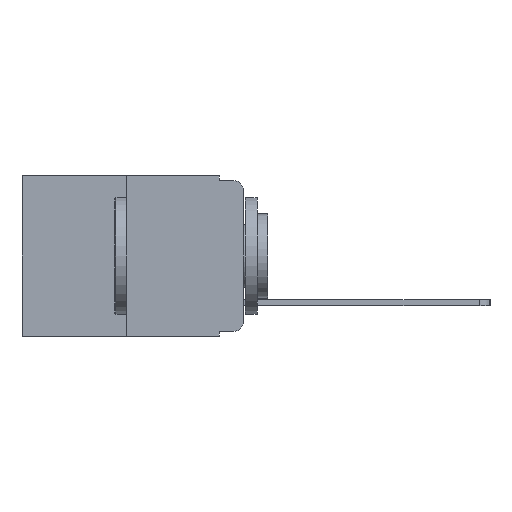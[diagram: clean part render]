
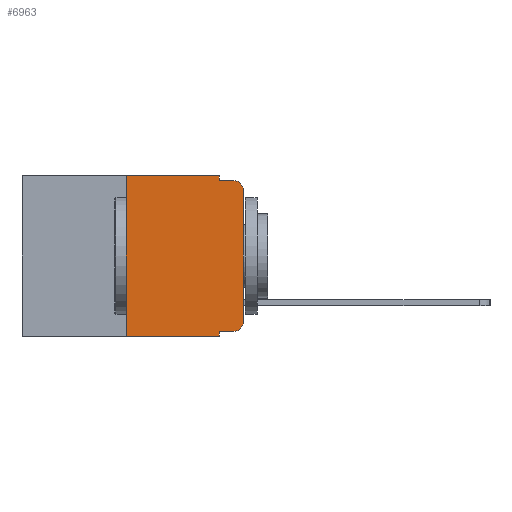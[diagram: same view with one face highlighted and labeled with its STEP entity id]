
A CAD part, left-side view. The second image highlights one B-rep face of the part: STEP entity #6963.
In plain terms, the highlighted planar face has unit normal (-1, 0, 0).
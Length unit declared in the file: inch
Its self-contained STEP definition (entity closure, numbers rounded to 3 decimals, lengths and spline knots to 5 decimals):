
#83 = CARTESIAN_POINT ( 'NONE',  ( 0., 0.02, -0.01 ) ) ;
#581 = DIRECTION ( 'NONE',  ( -1., 0., 0. ) ) ;
#871 = EDGE_CURVE ( 'NONE', #2640, #5492, #10777, .T. ) ;
#918 = VECTOR ( 'NONE', #17793, 39.37008 ) ;
#1838 = CARTESIAN_POINT ( 'NONE',  ( 0., 0.02, -0.333 ) ) ;
#1999 = EDGE_CURVE ( 'NONE', #13392, #5295, #13395, .T. ) ;
#2352 = CARTESIAN_POINT ( 'NONE',  ( 0., 0.02, -0.03 ) ) ;
#2640 = VERTEX_POINT ( 'NONE', #14506 ) ;
#2741 = ORIENTED_EDGE ( 'NONE', *, *, #8963, .F. ) ;
#2869 = EDGE_CURVE ( 'NONE', #21379, #5078, #3537, .T. ) ;
#2941 = CARTESIAN_POINT ( 'NONE',  ( 0., 0.25, -0.343 ) ) ;
#3190 = DIRECTION ( 'NONE',  ( 0., -1., 0. ) ) ;
#3308 = AXIS2_PLACEMENT_3D ( 'NONE', #17798, #9452, #21062 ) ;
#3409 = VERTEX_POINT ( 'NONE', #20095 ) ;
#3420 = CARTESIAN_POINT ( 'NONE',  ( 0., 0.25, 0. ) ) ;
#3537 = LINE ( 'NONE', #16922, #12824 ) ;
#3587 = DIRECTION ( 'NONE',  ( 0., -1., 0. ) ) ;
#4017 = CARTESIAN_POINT ( 'NONE',  ( 0., 0.051, -0.333 ) ) ;
#4141 = CARTESIAN_POINT ( 'NONE',  ( 0., 0.051, -0.333 ) ) ;
#4148 = DIRECTION ( 'NONE',  ( 0., 0., -1. ) ) ;
#4726 = CARTESIAN_POINT ( 'NONE',  ( 0., 0., 0. ) ) ;
#4741 = ORIENTED_EDGE ( 'NONE', *, *, #2869, .T. ) ;
#4979 = CARTESIAN_POINT ( 'NONE',  ( 0., 0.051, 0. ) ) ;
#5078 = VERTEX_POINT ( 'NONE', #16695 ) ;
#5295 = VERTEX_POINT ( 'NONE', #1838 ) ;
#5492 = VERTEX_POINT ( 'NONE', #83 ) ;
#5542 = ORIENTED_EDGE ( 'NONE', *, *, #1999, .T. ) ;
#5819 = DIRECTION ( 'NONE',  ( 0., -1., 0. ) ) ;
#5825 = VECTOR ( 'NONE', #10554, 39.37008 ) ;
#6507 = DIRECTION ( 'NONE',  ( 0., 0., 1. ) ) ;
#6668 = ORIENTED_EDGE ( 'NONE', *, *, #15216, .F. ) ;
#6893 = ORIENTED_EDGE ( 'NONE', *, *, #18529, .F. ) ;
#6963 = ADVANCED_FACE ( 'NONE', ( #12861 ), #7719, .F. ) ;
#7626 = VERTEX_POINT ( 'NONE', #8294 ) ;
#7719 = PLANE ( 'NONE',  #3308 ) ;
#8190 = EDGE_LOOP ( 'NONE', ( #20690, #15370, #20534, #19255, #2741, #6668, #4741, #6893, #5542, #22054 ) ) ;
#8294 = CARTESIAN_POINT ( 'NONE',  ( 0., 0., -0.313 ) ) ;
#8805 = CARTESIAN_POINT ( 'NONE',  ( 0., 0.25, 0. ) ) ;
#8963 = EDGE_CURVE ( 'NONE', #18791, #10015, #10349, .T. ) ;
#9103 = AXIS2_PLACEMENT_3D ( 'NONE', #2352, #14514, #4148 ) ;
#9452 = DIRECTION ( 'NONE',  ( 1., 0., 0. ) ) ;
#9737 = DIRECTION ( 'NONE',  ( 0., 0., -1. ) ) ;
#9968 = VECTOR ( 'NONE', #9737, 39.37008 ) ;
#10015 = VERTEX_POINT ( 'NONE', #15045 ) ;
#10349 = LINE ( 'NONE', #19417, #918 ) ;
#10474 = LINE ( 'NONE', #4726, #17760 ) ;
#10554 = DIRECTION ( 'NONE',  ( 0., 0., 1. ) ) ;
#10777 = CIRCLE ( 'NONE', #9103, 0.02 ) ;
#11173 = CARTESIAN_POINT ( 'NONE',  ( 0., 0.02, -0.313 ) ) ;
#11525 = LINE ( 'NONE', #18908, #19776 ) ;
#12824 = VECTOR ( 'NONE', #3190, 39.37008 ) ;
#12861 = FACE_OUTER_BOUND ( 'NONE', #8190, .T. ) ;
#12907 = DIRECTION ( 'NONE',  ( 0., 0., -1. ) ) ;
#12922 = EDGE_CURVE ( 'NONE', #5295, #7626, #15481, .T. ) ;
#13291 = EDGE_CURVE ( 'NONE', #3409, #5492, #11525, .T. ) ;
#13392 = VERTEX_POINT ( 'NONE', #4141 ) ;
#13395 = LINE ( 'NONE', #4017, #21560 ) ;
#14506 = CARTESIAN_POINT ( 'NONE',  ( 0., 0., -0.03 ) ) ;
#14514 = DIRECTION ( 'NONE',  ( -1., 0., 0. ) ) ;
#15045 = CARTESIAN_POINT ( 'NONE',  ( 0., 0.051, 0. ) ) ;
#15216 = EDGE_CURVE ( 'NONE', #21379, #18791, #18245, .T. ) ;
#15272 = DIRECTION ( 'NONE',  ( 0., 0., -1. ) ) ;
#15370 = ORIENTED_EDGE ( 'NONE', *, *, #871, .T. ) ;
#15481 = CIRCLE ( 'NONE', #18966, 0.02 ) ;
#16440 = CARTESIAN_POINT ( 'NONE',  ( 0., 0.051, 0. ) ) ;
#16695 = CARTESIAN_POINT ( 'NONE',  ( 0., 0.051, -0.343 ) ) ;
#16795 = VECTOR ( 'NONE', #15272, 39.37008 ) ;
#16922 = CARTESIAN_POINT ( 'NONE',  ( 0., 0.473, -0.343 ) ) ;
#17760 = VECTOR ( 'NONE', #6507, 39.37008 ) ;
#17793 = DIRECTION ( 'NONE',  ( 0., -1., 0. ) ) ;
#17798 = CARTESIAN_POINT ( 'NONE',  ( 0., 0.473, 0. ) ) ;
#18245 = LINE ( 'NONE', #8805, #5825 ) ;
#18529 = EDGE_CURVE ( 'NONE', #13392, #5078, #18815, .T. ) ;
#18791 = VERTEX_POINT ( 'NONE', #3420 ) ;
#18815 = LINE ( 'NONE', #16440, #9968 ) ;
#18908 = CARTESIAN_POINT ( 'NONE',  ( 0., 0.051, -0.01 ) ) ;
#18966 = AXIS2_PLACEMENT_3D ( 'NONE', #11173, #581, #12907 ) ;
#19255 = ORIENTED_EDGE ( 'NONE', *, *, #19356, .F. ) ;
#19356 = EDGE_CURVE ( 'NONE', #10015, #3409, #21098, .T. ) ;
#19417 = CARTESIAN_POINT ( 'NONE',  ( 0., 0.473, 0. ) ) ;
#19776 = VECTOR ( 'NONE', #3587, 39.37008 ) ;
#19842 = EDGE_CURVE ( 'NONE', #7626, #2640, #10474, .T. ) ;
#20095 = CARTESIAN_POINT ( 'NONE',  ( 0., 0.051, -0.01 ) ) ;
#20534 = ORIENTED_EDGE ( 'NONE', *, *, #13291, .F. ) ;
#20690 = ORIENTED_EDGE ( 'NONE', *, *, #19842, .T. ) ;
#21062 = DIRECTION ( 'NONE',  ( 0., 0., -1. ) ) ;
#21098 = LINE ( 'NONE', #4979, #16795 ) ;
#21379 = VERTEX_POINT ( 'NONE', #2941 ) ;
#21560 = VECTOR ( 'NONE', #5819, 39.37008 ) ;
#22054 = ORIENTED_EDGE ( 'NONE', *, *, #12922, .T. ) ;
